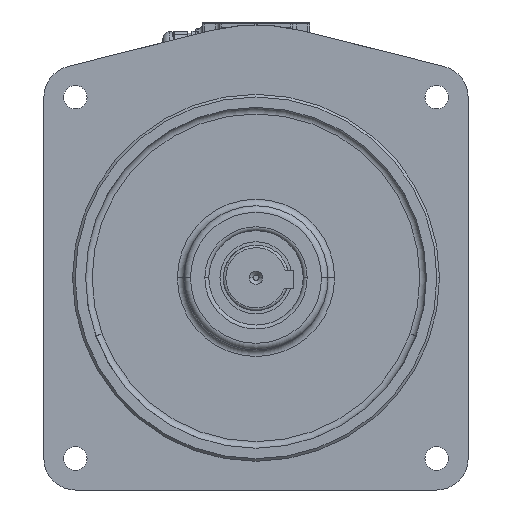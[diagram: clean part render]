
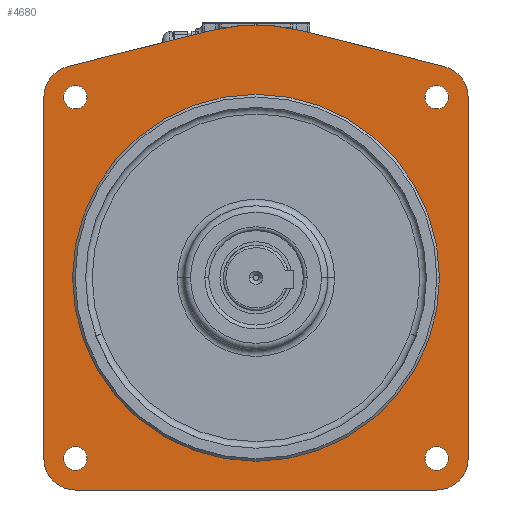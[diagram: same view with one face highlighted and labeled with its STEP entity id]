
A CAD part, front view. The second image highlights one B-rep face of the part: STEP entity #4680.
In plain terms, the highlighted planar face has unit normal (0, -1, 0).
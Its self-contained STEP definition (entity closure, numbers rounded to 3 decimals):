
#138=CARTESIAN_POINT('',(0.,-5.5,-51.));
#139=DIRECTION('',(0.,-1.,0.));
#140=DIRECTION('',(-1.,0.,0.));
#141=AXIS2_PLACEMENT_3D('',#138,#139,#140);
#143=CARTESIAN_POINT('',(-137.886,-5.5,-188.886));
#144=DIRECTION('',(0.,-1.,0.));
#145=DIRECTION('',(0.,0.,1.));
#146=AXIS2_PLACEMENT_3D('',#143,#144,#145);
#148=CARTESIAN_POINT('',(-137.886,-5.5,-188.886));
#149=DIRECTION('',(0.,-1.,0.));
#150=DIRECTION('',(0.,0.,-1.));
#151=AXIS2_PLACEMENT_3D('',#148,#149,#150);
#153=CARTESIAN_POINT('',(137.886,-5.5,-188.886));
#154=DIRECTION('',(0.,-1.,0.));
#155=DIRECTION('',(-1.,0.,0.));
#156=AXIS2_PLACEMENT_3D('',#153,#154,#155);
#158=CARTESIAN_POINT('',(137.886,-5.5,-188.886));
#159=DIRECTION('',(0.,-1.,0.));
#160=DIRECTION('',(1.,0.,0.));
#161=AXIS2_PLACEMENT_3D('',#158,#159,#160);
#163=CARTESIAN_POINT('',(137.886,-5.5,86.886));
#164=DIRECTION('',(0.,-1.,0.));
#165=DIRECTION('',(0.,0.,-1.));
#166=AXIS2_PLACEMENT_3D('',#163,#164,#165);
#168=CARTESIAN_POINT('',(137.886,-5.5,86.886));
#169=DIRECTION('',(0.,-1.,0.));
#170=DIRECTION('',(0.,0.,1.));
#171=AXIS2_PLACEMENT_3D('',#168,#169,#170);
#173=CARTESIAN_POINT('',(-137.886,-5.5,86.886));
#174=DIRECTION('',(0.,-1.,0.));
#175=DIRECTION('',(1.,0.,0.));
#176=AXIS2_PLACEMENT_3D('',#173,#174,#175);
#178=CARTESIAN_POINT('',(-137.886,-5.5,86.886));
#179=DIRECTION('',(0.,-1.,0.));
#180=DIRECTION('',(-1.,0.,0.));
#181=AXIS2_PLACEMENT_3D('',#178,#179,#180);
#183=DIRECTION('',(-0.97,0.,-0.245));
#184=VECTOR('',#183,112.417);
#185=CARTESIAN_POINT('',(-34.766,-5.5,137.678));
#186=LINE('',#185,#184);
#187=CARTESIAN_POINT('',(0.,-5.5,0.));
#188=DIRECTION('',(0.,1.,0.));
#189=DIRECTION('',(-0.245,0.,0.97));
#190=AXIS2_PLACEMENT_3D('',#187,#188,#189);
#192=DIRECTION('',(-0.97,0.,0.245));
#193=VECTOR('',#192,112.417);
#194=CARTESIAN_POINT('',(143.762,-5.5,110.155));
#195=LINE('',#194,#193);
#196=CARTESIAN_POINT('',(137.886,-5.5,86.886));
#197=DIRECTION('',(0.,1.,0.));
#198=DIRECTION('',(0.245,0.,0.97));
#199=AXIS2_PLACEMENT_3D('',#196,#197,#198);
#201=DIRECTION('',(0.,0.,-1.));
#202=VECTOR('',#201,275.772);
#203=CARTESIAN_POINT('',(161.886,-5.5,86.886));
#204=LINE('',#203,#202);
#205=CARTESIAN_POINT('',(137.886,-5.5,-188.886));
#206=DIRECTION('',(0.,-1.,0.));
#207=DIRECTION('',(0.,0.,-1.));
#208=AXIS2_PLACEMENT_3D('',#205,#206,#207);
#210=DIRECTION('',(1.,0.,0.));
#211=VECTOR('',#210,275.772);
#212=CARTESIAN_POINT('',(-137.886,-5.5,-212.886));
#213=LINE('',#212,#211);
#214=CARTESIAN_POINT('',(-137.886,-5.5,-188.886));
#215=DIRECTION('',(0.,-1.,0.));
#216=DIRECTION('',(-1.,0.,0.));
#217=AXIS2_PLACEMENT_3D('',#214,#215,#216);
#219=DIRECTION('',(0.,0.,1.));
#220=VECTOR('',#219,275.772);
#221=CARTESIAN_POINT('',(-161.886,-5.5,-188.886));
#222=LINE('',#221,#220);
#223=CARTESIAN_POINT('',(-137.886,-5.5,86.886));
#224=DIRECTION('',(0.,1.,0.));
#225=DIRECTION('',(-1.,0.,0.));
#226=AXIS2_PLACEMENT_3D('',#223,#224,#225);
#608=CARTESIAN_POINT('',(0.,-5.5,-51.));
#609=DIRECTION('',(0.,-1.,0.));
#610=DIRECTION('',(1.,0.,0.));
#611=AXIS2_PLACEMENT_3D('',#608,#609,#610);
#3904=CARTESIAN_POINT('',(-161.886,-5.5,-188.886));
#3905=CARTESIAN_POINT('',(-137.886,-5.5,-212.886));
#3906=VERTEX_POINT('',#3904);
#3907=VERTEX_POINT('',#3905);
#3908=CARTESIAN_POINT('',(137.886,-5.5,-212.886));
#3909=VERTEX_POINT('',#3908);
#3910=CARTESIAN_POINT('',(161.886,-5.5,-188.886));
#3911=VERTEX_POINT('',#3910);
#3916=CARTESIAN_POINT('',(140.,-5.5,-51.));
#3917=CARTESIAN_POINT('',(-140.,-5.5,-51.));
#3918=VERTEX_POINT('',#3916);
#3919=VERTEX_POINT('',#3917);
#3928=CARTESIAN_POINT('',(-137.886,-5.5,-179.886));
#3929=CARTESIAN_POINT('',(-137.886,-5.5,-197.886));
#3930=VERTEX_POINT('',#3928);
#3931=VERTEX_POINT('',#3929);
#3932=CARTESIAN_POINT('',(128.886,-5.5,-188.886));
#3933=CARTESIAN_POINT('',(146.886,-5.5,-188.886));
#3934=VERTEX_POINT('',#3932);
#3935=VERTEX_POINT('',#3933);
#3936=CARTESIAN_POINT('',(137.886,-5.5,77.886));
#3937=CARTESIAN_POINT('',(137.886,-5.5,95.886));
#3938=VERTEX_POINT('',#3936);
#3939=VERTEX_POINT('',#3937);
#3940=CARTESIAN_POINT('',(-128.886,-5.5,86.886));
#3941=CARTESIAN_POINT('',(-146.886,-5.5,86.886));
#3942=VERTEX_POINT('',#3940);
#3943=VERTEX_POINT('',#3941);
#3944=CARTESIAN_POINT('',(-34.766,-5.5,137.678));
#3945=CARTESIAN_POINT('',(-143.762,-5.5,110.155));
#3946=VERTEX_POINT('',#3944);
#3947=VERTEX_POINT('',#3945);
#3948=CARTESIAN_POINT('',(-161.886,-5.5,86.886));
#3949=VERTEX_POINT('',#3948);
#3950=CARTESIAN_POINT('',(143.762,-5.5,110.155));
#3951=CARTESIAN_POINT('',(161.886,-5.5,86.886));
#3952=VERTEX_POINT('',#3950);
#3953=VERTEX_POINT('',#3951);
#3954=CARTESIAN_POINT('',(34.766,-5.5,137.678));
#3955=VERTEX_POINT('',#3954);
#4625=CARTESIAN_POINT('',(0.,-5.5,0.));
#4626=DIRECTION('',(0.,-1.,0.));
#4627=DIRECTION('',(-1.,0.,0.));
#4628=AXIS2_PLACEMENT_3D('',#4625,#4626,#4627);
#4629=PLANE('',#4628);
#4631=ORIENTED_EDGE('',*,*,#4630,.F.);
#4633=ORIENTED_EDGE('',*,*,#4632,.T.);
#4635=ORIENTED_EDGE('',*,*,#4634,.F.);
#4637=ORIENTED_EDGE('',*,*,#4636,.T.);
#4639=ORIENTED_EDGE('',*,*,#4638,.T.);
#4641=ORIENTED_EDGE('',*,*,#4640,.F.);
#4643=ORIENTED_EDGE('',*,*,#4642,.F.);
#4645=ORIENTED_EDGE('',*,*,#4644,.F.);
#4647=ORIENTED_EDGE('',*,*,#4646,.T.);
#4649=ORIENTED_EDGE('',*,*,#4648,.T.);
#4650=EDGE_LOOP('',(#4631,#4633,#4635,#4637,#4639,#4641,#4643,#4645,#4647,
#4649));
#4651=FACE_OUTER_BOUND('',#4650,.F.);
#4653=ORIENTED_EDGE('',*,*,#4652,.T.);
#4655=ORIENTED_EDGE('',*,*,#4654,.T.);
#4656=EDGE_LOOP('',(#4653,#4655));
#4657=FACE_BOUND('',#4656,.F.);
#4658=ORIENTED_EDGE('',*,*,#4603,.T.);
#4659=ORIENTED_EDGE('',*,*,#4620,.T.);
#4660=EDGE_LOOP('',(#4658,#4659));
#4661=FACE_BOUND('',#4660,.F.);
#4663=ORIENTED_EDGE('',*,*,#4662,.T.);
#4665=ORIENTED_EDGE('',*,*,#4664,.T.);
#4666=EDGE_LOOP('',(#4663,#4665));
#4667=FACE_BOUND('',#4666,.F.);
#4669=ORIENTED_EDGE('',*,*,#4668,.T.);
#4671=ORIENTED_EDGE('',*,*,#4670,.T.);
#4672=EDGE_LOOP('',(#4669,#4671));
#4673=FACE_BOUND('',#4672,.F.);
#4675=ORIENTED_EDGE('',*,*,#4674,.T.);
#4677=ORIENTED_EDGE('',*,*,#4676,.T.);
#4678=EDGE_LOOP('',(#4675,#4677));
#4679=FACE_BOUND('',#4678,.F.);
#4680=ADVANCED_FACE('',(#4651,#4657,#4661,#4667,#4673,#4679),#4629,.T.);
#142=CIRCLE('',#141,140.);
#147=CIRCLE('',#146,9.);
#152=CIRCLE('',#151,9.);
#157=CIRCLE('',#156,9.);
#162=CIRCLE('',#161,9.);
#167=CIRCLE('',#166,9.);
#172=CIRCLE('',#171,9.);
#177=CIRCLE('',#176,9.);
#182=CIRCLE('',#181,9.);
#191=CIRCLE('',#190,142.);
#200=CIRCLE('',#199,24.);
#209=CIRCLE('',#208,24.);
#218=CIRCLE('',#217,24.);
#227=CIRCLE('',#226,24.);
#612=CIRCLE('',#611,140.);
#4603=EDGE_CURVE('',#3930,#3931,#147,.T.);
#4620=EDGE_CURVE('',#3931,#3930,#152,.T.);
#4630=EDGE_CURVE('',#3946,#3947,#186,.T.);
#4632=EDGE_CURVE('',#3946,#3955,#191,.T.);
#4634=EDGE_CURVE('',#3952,#3955,#195,.T.);
#4636=EDGE_CURVE('',#3952,#3953,#200,.T.);
#4638=EDGE_CURVE('',#3953,#3911,#204,.T.);
#4640=EDGE_CURVE('',#3909,#3911,#209,.T.);
#4642=EDGE_CURVE('',#3907,#3909,#213,.T.);
#4644=EDGE_CURVE('',#3906,#3907,#218,.T.);
#4646=EDGE_CURVE('',#3906,#3949,#222,.T.);
#4648=EDGE_CURVE('',#3949,#3947,#227,.T.);
#4652=EDGE_CURVE('',#3919,#3918,#142,.T.);
#4654=EDGE_CURVE('',#3918,#3919,#612,.T.);
#4662=EDGE_CURVE('',#3934,#3935,#157,.T.);
#4664=EDGE_CURVE('',#3935,#3934,#162,.T.);
#4668=EDGE_CURVE('',#3938,#3939,#167,.T.);
#4670=EDGE_CURVE('',#3939,#3938,#172,.T.);
#4674=EDGE_CURVE('',#3942,#3943,#177,.T.);
#4676=EDGE_CURVE('',#3943,#3942,#182,.T.);
